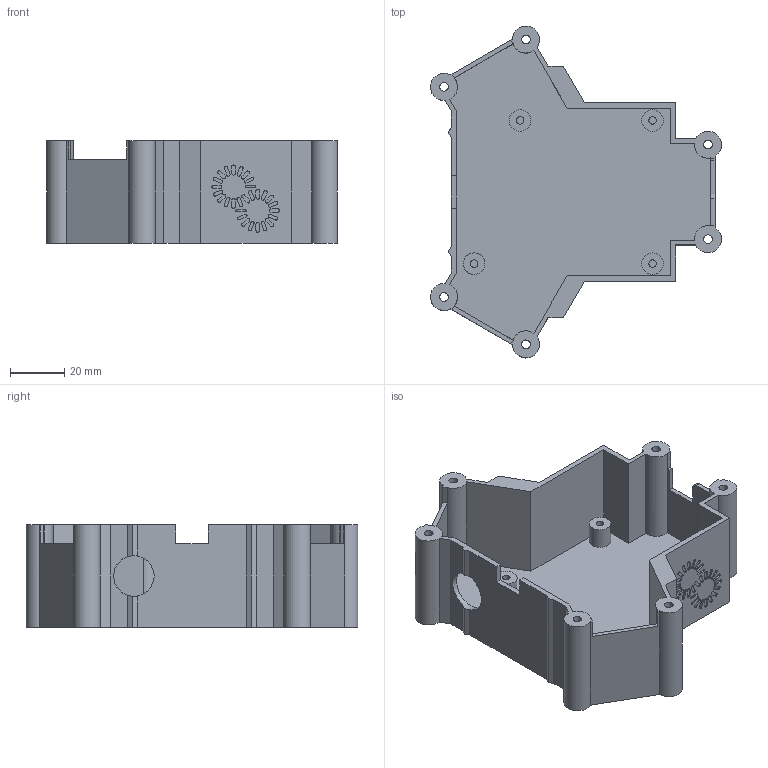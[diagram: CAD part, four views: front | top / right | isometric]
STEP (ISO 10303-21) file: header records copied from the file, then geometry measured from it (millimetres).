
FILE_DESCRIPTION(('FreeCAD Model'),'2;1');
FILE_NAME('Base_Extended.stp', '2020-12-11T21:17:31',('Author'),(''), 'Open CASCADE STEP processor 7.3','FreeCAD','Unknown');
FILE_SCHEMA(('AUTOMOTIVE_DESIGN { 1 0 10303 214 1 1 1 1 }'));
Length unit declared in the file: millimetre
Products named in the file (1): Cut001002006001006005001003001007002003003003
Bounding box: 107.65 x 122.76 x 38 mm (x, y, z)
Volume: 52919.9 mm3; surface area: 49223.3 mm2
Topology: 1 solids, 1 shells, 477 faces, 1288 edges, 855 vertices
Faces by surface type: extrusion 332, plane 105, cylinder 34, cone 6
Full cylindrical faces by diameter (mm): 2.8 x4, 3.2 x6, 6 x6, 8 x4, 15 x1
Entity records: 44129 total; most frequent: CARTESIAN_POINT 21244, DIRECTION 2862, ORIENTED_EDGE 2576, PCURVE 2576, DEFINITIONAL_REPRESENTATION 2576, VECTOR 2360, LINE 2028, B_SPLINE_CURVE_WITH_KNOTS 2020
